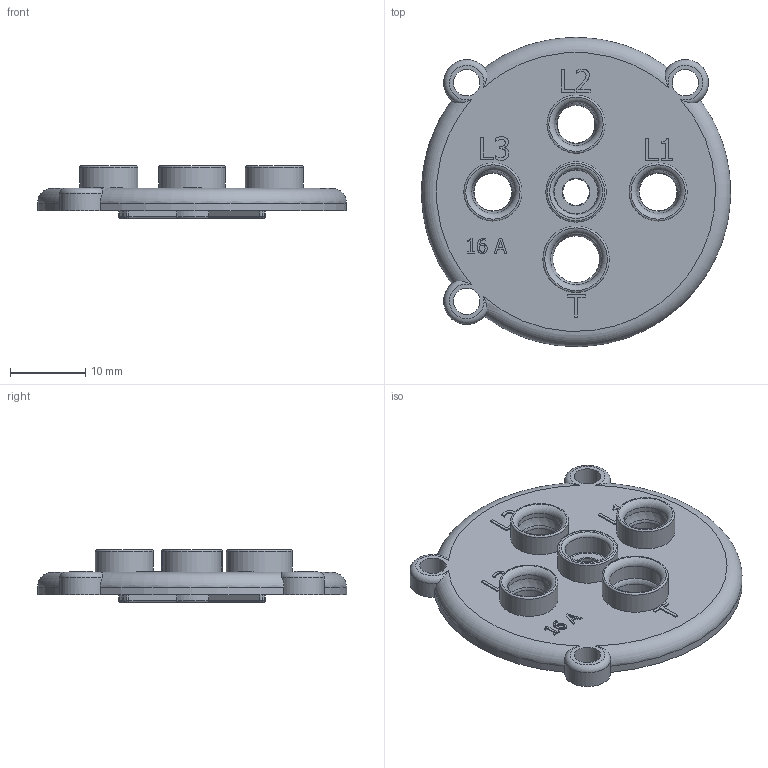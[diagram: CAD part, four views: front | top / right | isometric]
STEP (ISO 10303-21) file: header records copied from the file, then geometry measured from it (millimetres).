
FILE_DESCRIPTION(/* description */ (''),/* implementation_level */ '2;1');
FILE_NAME(/* name */ 'N4049_tampa_inferior.stp',/* time_stamp */ '2021-03-23T15:19:14-03:00',/* author */ ('nilton'),/* organization */ (''),/* preprocessor_version */ 'ST-DEVELOPER v16.13',/* originating_system */ 'Autodesk Inventor 2018',/* authorisation */ '');
FILE_SCHEMA (('AUTOMOTIVE_DESIGN { 1 0 10303 214 3 1 1 }'));
Length unit declared in the file: millimetre
Products named in the file (1): N4049_tampa_inferior
Bounding box: 40.99 x 40.99 x 7 mm (x, y, z)
Volume: 3995.4 mm3; surface area: 3817.2 mm2
Topology: 1 solids, 1 shells, 241 faces, 619 edges, 395 vertices
Faces by surface type: plane 102, bspline 54, cylinder 48, torus 26, sphere 8, cone 3
Full cylindrical faces by diameter (mm): 3.5 x4, 5 x3, 5.7 x3, 6 x1, 6.2 x1, 6.8 x1, 7.7 x3, 8 x1, 8.8 x1
Entity records: 7688 total; most frequent: CARTESIAN_POINT 2301, ORIENTED_EDGE 1146, DIRECTION 936, EDGE_CURVE 573, VERTEX_POINT 386, LINE 336, VECTOR 336, EDGE_LOOP 309
